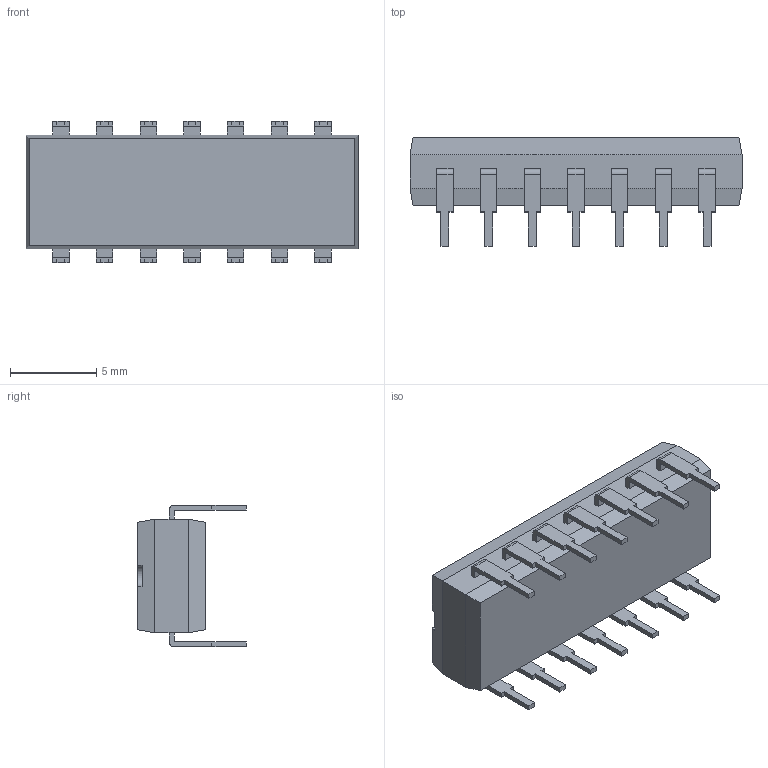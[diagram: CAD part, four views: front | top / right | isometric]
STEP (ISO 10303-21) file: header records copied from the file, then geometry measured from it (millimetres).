
FILE_DESCRIPTION (( 'STEP AP214' ), '1' );
FILE_NAME ( 'DIP794W46P254L1930H432Q14.STEP', '2018-08-29T14:49:43', ( '' ), ( '' ), '', '©2017 PCB Libraries, Inc.', '' );
FILE_SCHEMA (( 'AUTOMOTIVE_DESIGN' ));
Length unit declared in the file: millimetre
Products named in the file (1): DIP794W46P254L1930H432Q14
Bounding box: 19.3 x 6.32 x 8.23 mm (x, y, z)
Volume: 507.8 mm3; surface area: 594.7 mm2
Topology: 15 solids, 15 shells, 214 faces, 544 edges, 360 vertices
Faces by surface type: plane 185, cylinder 29
Entity records: 7148 total; most frequent: CARTESIAN_POINT 1119, ORIENTED_EDGE 1088, DIRECTION 1032, EDGE_CURVE 544, VECTOR 486, LINE 486, VERTEX_POINT 360, AXIS2_PLACEMENT_3D 273
